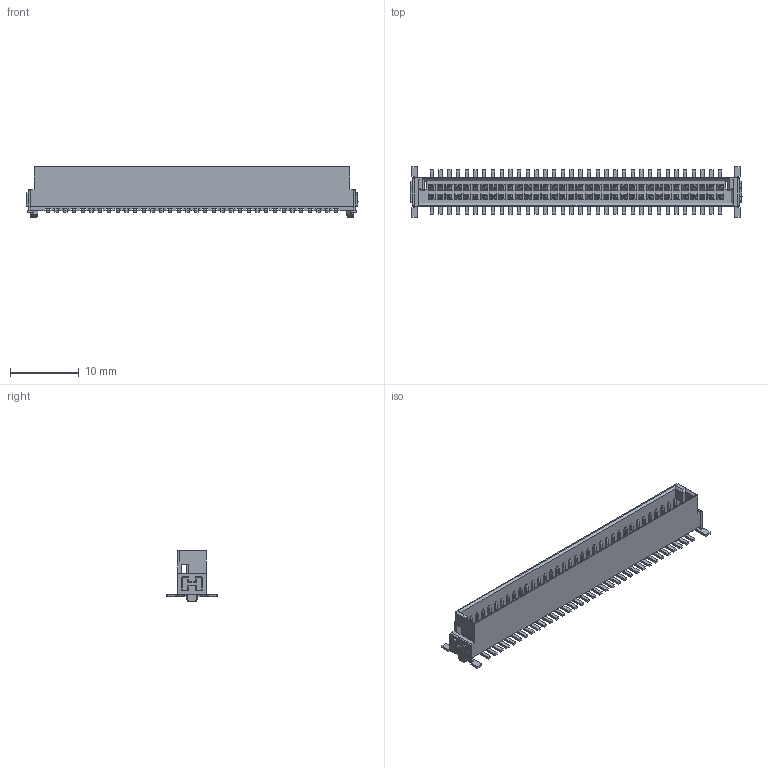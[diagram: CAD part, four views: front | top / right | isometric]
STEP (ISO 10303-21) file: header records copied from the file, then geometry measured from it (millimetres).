
FILE_DESCRIPTION(('CATIA V5 STEP Exchange','CAx-IF Rec.Pracs.--- Model Styling and Organization---1.4--- 2014-01-23'),'2;1');
FILE_NAME ('D1463895_0_2747050000_2747050000.stp','2020-10-05T13:09:04+00:00',('none'),('Weidmueller'),'CATIA Version 5-6 Release 2016 SP3 HF44','CATIA V5 STEP AP214','none');
FILE_SCHEMA(('AUTOMOTIVE_DESIGN { 1 0 10303 214 1 1 1 1 }'));
Products named in the file (1): 2747050000
Bounding box: 48.26 x 7.38 x 7.38 mm (x, y, z)
Volume: 522.1 mm3; surface area: 2279.5 mm2
Topology: 1 solids, 1 shells, 3187 faces, 8654 edges, 5655 vertices
Faces by surface type: plane 2087, cylinder 706, bspline 216, torus 153, cone 25
Entity records: 120348 total; most frequent: CARTESIAN_POINT 46629, ORIENTED_EDGE 17300, DIRECTION 11185, EDGE_CURVE 8650, VECTOR 6057, LINE 6057, VERTEX_POINT 5656, EDGE_LOOP 3394
